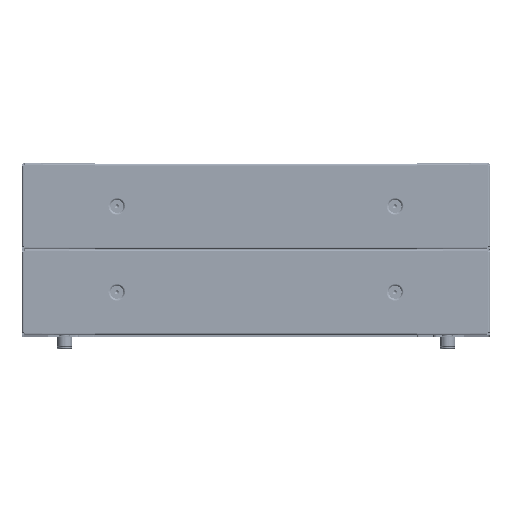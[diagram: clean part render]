
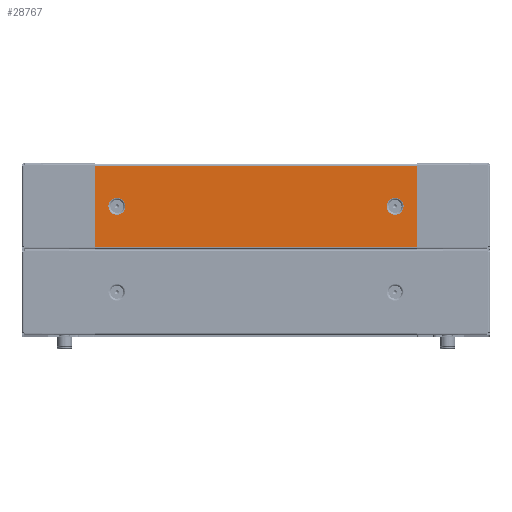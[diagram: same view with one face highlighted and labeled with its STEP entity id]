
A CAD part, top view. The second image highlights one B-rep face of the part: STEP entity #28767.
In plain terms, the highlighted face is planar.
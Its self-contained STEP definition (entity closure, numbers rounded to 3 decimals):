
#2842 = CARTESIAN_POINT ( 'NONE',  ( -189., -48., 0. ) ) ;
#2852 = PLANE ( 'NONE',  #23603 ) ;
#2855 = DIRECTION ( 'NONE',  ( 0., 0., 1. ) ) ;
#2856 = DIRECTION ( 'NONE',  ( 1., 0., 0. ) ) ;
#2985 = FACE_BOUND ( 'NONE', #22633, .T. ) ;
#2992 = FACE_OUTER_BOUND ( 'NONE', #22631, .T. ) ;
#2998 = FACE_BOUND ( 'NONE', #22639, .T. ) ;
#8233 = CIRCLE ( 'NONE', #15169, 10. ) ;
#8239 = VECTOR ( 'NONE', #30121, 1000. ) ;
#8241 = VECTOR ( 'NONE', #30107, 1000. ) ;
#8242 = CIRCLE ( 'NONE', #15171, 10. ) ;
#8243 = LINE ( 'NONE', #30089, #8241 ) ;
#8245 = LINE ( 'NONE', #30119, #8239 ) ;
#8247 = VECTOR ( 'NONE', #30103, 1000. ) ;
#8248 = LINE ( 'NONE', #30101, #8247 ) ;
#8265 = VECTOR ( 'NONE', #30045, 1000. ) ;
#8270 = LINE ( 'NONE', #30043, #8265 ) ;
#8282 = CIRCLE ( 'NONE', #15119, 10. ) ;
#8288 = CIRCLE ( 'NONE', #15072, 10. ) ;
#11457 = ORIENTED_EDGE ( 'NONE', *, *, #27289, .T. ) ;
#11556 = ORIENTED_EDGE ( 'NONE', *, *, #27257, .F. ) ;
#11890 = ORIENTED_EDGE ( 'NONE', *, *, #27278, .F. ) ;
#12127 = ORIENTED_EDGE ( 'NONE', *, *, #27290, .F. ) ;
#12293 = ORIENTED_EDGE ( 'NONE', *, *, #27291, .T. ) ;
#12463 = ORIENTED_EDGE ( 'NONE', *, *, #27262, .T. ) ;
#12464 = ORIENTED_EDGE ( 'NONE', *, *, #27295, .F. ) ;
#12703 = ORIENTED_EDGE ( 'NONE', *, *, #27293, .T. ) ;
#13463 = CARTESIAN_POINT ( 'NONE',  ( 189., -47.9, 0. ) ) ;
#13466 = CARTESIAN_POINT ( 'NONE',  ( 189., 47.9, 0. ) ) ;
#13468 = CARTESIAN_POINT ( 'NONE',  ( -189., -47.9, 0. ) ) ;
#13471 = CARTESIAN_POINT ( 'NONE',  ( -189., 47.9, 0. ) ) ;
#13533 = CARTESIAN_POINT ( 'NONE',  ( -153.5, 0., 0. ) ) ;
#13537 = CARTESIAN_POINT ( 'NONE',  ( -173.5, 0., 0. ) ) ;
#13619 = CARTESIAN_POINT ( 'NONE',  ( 153.5, 0., 0. ) ) ;
#13628 = CARTESIAN_POINT ( 'NONE',  ( 173.5, 0., 0. ) ) ;
#15072 = AXIS2_PLACEMENT_3D ( 'NONE', #29899, #29922, #29924 ) ;
#15119 = AXIS2_PLACEMENT_3D ( 'NONE', #29951, #29954, #29955 ) ;
#15169 = AXIS2_PLACEMENT_3D ( 'NONE', #30128, #30131, #30133 ) ;
#15171 = AXIS2_PLACEMENT_3D ( 'NONE', #30094, #30097, #30099 ) ;
#21342 = VERTEX_POINT ( 'NONE', #13463 ) ;
#21345 = VERTEX_POINT ( 'NONE', #13466 ) ;
#21347 = VERTEX_POINT ( 'NONE', #13468 ) ;
#21350 = VERTEX_POINT ( 'NONE', #13471 ) ;
#21412 = VERTEX_POINT ( 'NONE', #13533 ) ;
#21416 = VERTEX_POINT ( 'NONE', #13537 ) ;
#21498 = VERTEX_POINT ( 'NONE', #13619 ) ;
#21507 = VERTEX_POINT ( 'NONE', #13628 ) ;
#22631 = EDGE_LOOP ( 'NONE', ( #12293, #12127, #12703, #11890 ) ) ;
#22633 = EDGE_LOOP ( 'NONE', ( #12464, #11556 ) ) ;
#22639 = EDGE_LOOP ( 'NONE', ( #12463, #11457 ) ) ;
#23603 = AXIS2_PLACEMENT_3D ( 'NONE', #2842, #2855, #2856 ) ;
#27257 = EDGE_CURVE ( 'NONE', #21507, #21498, #8288, .T. ) ;
#27262 = EDGE_CURVE ( 'NONE', #21412, #21416, #8282, .T. ) ;
#27278 = EDGE_CURVE ( 'NONE', #21342, #21345, #8270, .T. ) ;
#27289 = EDGE_CURVE ( 'NONE', #21416, #21412, #8242, .T. ) ;
#27290 = EDGE_CURVE ( 'NONE', #21350, #21347, #8248, .T. ) ;
#27291 = EDGE_CURVE ( 'NONE', #21342, #21347, #8243, .T. ) ;
#27293 = EDGE_CURVE ( 'NONE', #21350, #21345, #8245, .T. ) ;
#27295 = EDGE_CURVE ( 'NONE', #21498, #21507, #8233, .T. ) ;
#28767 = ADVANCED_FACE ( 'NONE', ( #2998, #2992, #2985 ), #2852, .F. ) ;
#29899 = CARTESIAN_POINT ( 'NONE',  ( 163.5, 0., 0. ) ) ;
#29922 = DIRECTION ( 'NONE',  ( 0., 0., -1. ) ) ;
#29924 = DIRECTION ( 'NONE',  ( -1., 0., 0. ) ) ;
#29951 = CARTESIAN_POINT ( 'NONE',  ( -163.5, 0., 0. ) ) ;
#29954 = DIRECTION ( 'NONE',  ( 0., 0., 1. ) ) ;
#29955 = DIRECTION ( 'NONE',  ( 1., 0., 0. ) ) ;
#30043 = CARTESIAN_POINT ( 'NONE',  ( 189., 48., 0. ) ) ;
#30045 = DIRECTION ( 'NONE',  ( 0., 1., 0. ) ) ;
#30089 = CARTESIAN_POINT ( 'NONE',  ( 189., -47.9, 0. ) ) ;
#30094 = CARTESIAN_POINT ( 'NONE',  ( -163.5, 0., 0. ) ) ;
#30097 = DIRECTION ( 'NONE',  ( 0., 0., 1. ) ) ;
#30099 = DIRECTION ( 'NONE',  ( 1., 0., 0. ) ) ;
#30101 = CARTESIAN_POINT ( 'NONE',  ( -189., 48., 0. ) ) ;
#30103 = DIRECTION ( 'NONE',  ( 0., -1., 0. ) ) ;
#30107 = DIRECTION ( 'NONE',  ( -1., 0., 0. ) ) ;
#30119 = CARTESIAN_POINT ( 'NONE',  ( -189., 47.9, 0. ) ) ;
#30121 = DIRECTION ( 'NONE',  ( 1., 0., 0. ) ) ;
#30128 = CARTESIAN_POINT ( 'NONE',  ( 163.5, 0., 0. ) ) ;
#30131 = DIRECTION ( 'NONE',  ( 0., 0., -1. ) ) ;
#30133 = DIRECTION ( 'NONE',  ( -1., 0., 0. ) ) ;
